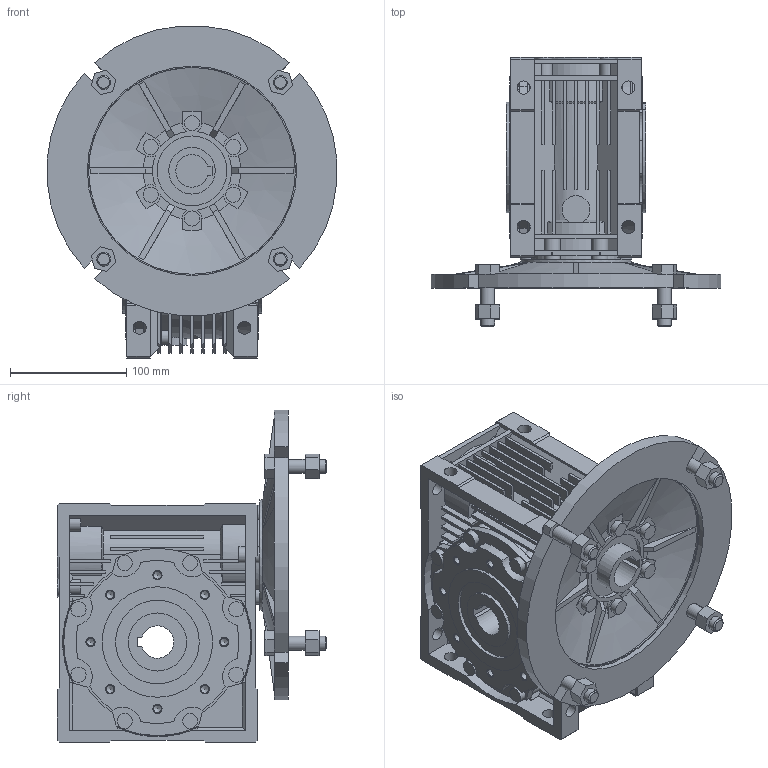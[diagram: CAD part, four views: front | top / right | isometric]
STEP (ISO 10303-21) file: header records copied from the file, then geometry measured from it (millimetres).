
FILE_DESCRIPTION(('STEP AP203'), '1');
FILE_NAME('凎劌膷闉 NMRV 075(100(112)B5)', '', ('UNSPECIFIED'), ('UNSPECIFIED'), 'ASCON STEP Converter 1.3', 'ASCON Math Kernel', '');
FILE_SCHEMA(('CONFIG_CONTROL_DESIGN'));
Length unit declared in the file: millimetre
Products named in the file (5): _Gear unit 75; _075-28 (120); _VB 075-28 (28); _75-100-112 B5
Assembly tree (4 placements, depth 2):
  (unnamed)
    _Gear unit 75
    _075-28 (120)
    _VB 075-28 (28)
    _75-100-112 B5
Bounding box: 249.17 x 231.5 x 285.59 mm (x, y, z)
Volume: 3174474.4 mm3; surface area: 571918.9 mm2
Topology: 4 solids, 4 shells, 1066 faces, 2958 edges, 1950 vertices
Faces by surface type: plane 742, cylinder 250, cone 72, torus 2
Full cylindrical faces by diameter (mm): 6.647 x16, 7.45 x4, 11.38 x14, 12 x8, 13 x14, 39 x1, 40 x1, 42 x1, 50 x2, 60 x2, 62 x1, 68 x2, 72 x2, 95 x2, 139.93 x2, 177.871 x1, 180 x1
Entity records: 44432 total; most frequent: CARTESIAN_POINT 8554, ORIENTED_EDGE 5654, DIRECTION 5472, EDGE_CURVE 2827, VERTEX_POINT 1934, LINE 1922, VECTOR 1922, AXIS2_PLACEMENT_3D 1775
